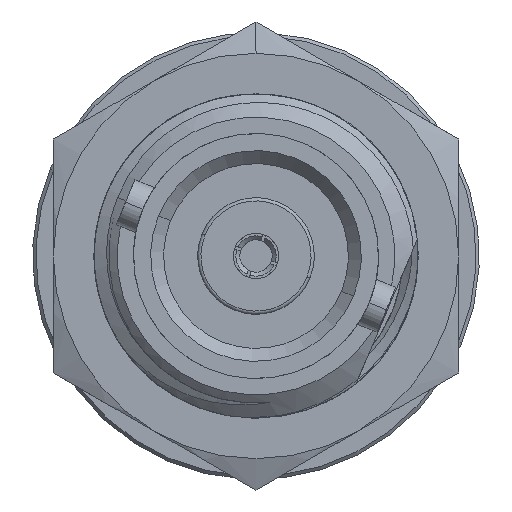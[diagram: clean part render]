
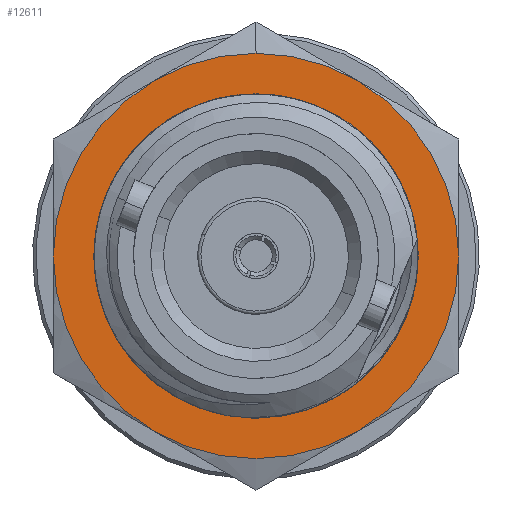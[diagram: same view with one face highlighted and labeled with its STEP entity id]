
A CAD part, left-side view. The second image highlights one B-rep face of the part: STEP entity #12611.
In plain terms, the highlighted planar face has unit normal (-1, 0, 0).
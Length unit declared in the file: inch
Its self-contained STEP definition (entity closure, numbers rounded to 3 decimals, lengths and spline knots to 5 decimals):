
#99 = DIRECTION ( 'NONE',  ( -1., 0., 0. ) ) ;
#222 = CARTESIAN_POINT ( 'NONE',  ( 0.48452, 0.15625, 0.27063 ) ) ;
#264 = AXIS2_PLACEMENT_3D ( 'NONE', #6414, #18863, #20384 ) ;
#442 = DIRECTION ( 'NONE',  ( -1., 0., 0. ) ) ;
#896 = CARTESIAN_POINT ( 'NONE',  ( 0.48452, 0.3125, 0. ) ) ;
#1010 = FACE_OUTER_BOUND ( 'NONE', #2829, .T. ) ;
#1146 = DIRECTION ( 'NONE',  ( 0., 0., 1. ) ) ;
#1358 = CIRCLE ( 'NONE', #21282, 0.3125 ) ;
#1456 = AXIS2_PLACEMENT_3D ( 'NONE', #8874, #18792, #19564 ) ;
#1618 = VERTEX_POINT ( 'NONE', #17689 ) ;
#2396 = CARTESIAN_POINT ( 'NONE',  ( 0.48452, -0.15625, 0.27063 ) ) ;
#2829 = EDGE_LOOP ( 'NONE', ( #15683, #6141, #20245, #4381, #15280, #3456, #21342 ) ) ;
#2957 = CIRCLE ( 'NONE', #1456, 0.3125 ) ;
#3394 = DIRECTION ( 'NONE',  ( -1., 0., 0. ) ) ;
#3456 = ORIENTED_EDGE ( 'NONE', *, *, #22267, .T. ) ;
#3671 = AXIS2_PLACEMENT_3D ( 'NONE', #19299, #15897, #21077 ) ;
#3834 = ORIENTED_EDGE ( 'NONE', *, *, #3912, .F. ) ;
#3912 = EDGE_CURVE ( 'NONE', #10148, #15342, #9659, .T. ) ;
#4005 = VERTEX_POINT ( 'NONE', #896 ) ;
#4087 = CIRCLE ( 'NONE', #3671, 0.25015 ) ;
#4381 = ORIENTED_EDGE ( 'NONE', *, *, #17694, .T. ) ;
#4446 = CARTESIAN_POINT ( 'NONE',  ( 0.48452, 0., 0. ) ) ;
#4952 = CIRCLE ( 'NONE', #6450, 0.3125 ) ;
#5301 = DIRECTION ( 'NONE',  ( -1., 0., 0. ) ) ;
#5377 = CARTESIAN_POINT ( 'NONE',  ( 0.48452, 0., 0. ) ) ;
#5625 = DIRECTION ( 'NONE',  ( -1., 0., 0. ) ) ;
#6066 = EDGE_CURVE ( 'NONE', #1618, #15952, #4952, .T. ) ;
#6126 = DIRECTION ( 'NONE',  ( -1., 0., 0. ) ) ;
#6141 = ORIENTED_EDGE ( 'NONE', *, *, #6066, .T. ) ;
#6414 = CARTESIAN_POINT ( 'NONE',  ( 0.48452, 0., 0. ) ) ;
#6450 = AXIS2_PLACEMENT_3D ( 'NONE', #7035, #3394, #8443 ) ;
#6575 = CARTESIAN_POINT ( 'NONE',  ( 0.48452, -0.3125, 0. ) ) ;
#7035 = CARTESIAN_POINT ( 'NONE',  ( 0.48452, 0., 0. ) ) ;
#7037 = DIRECTION ( 'NONE',  ( 0., 0., 1. ) ) ;
#8443 = DIRECTION ( 'NONE',  ( 0., 0., 1. ) ) ;
#8874 = CARTESIAN_POINT ( 'NONE',  ( 0.48452, 0., 0. ) ) ;
#9613 = CIRCLE ( 'NONE', #14490, 0.3125 ) ;
#9641 = CARTESIAN_POINT ( 'NONE',  ( 0.48452, 0., 0. ) ) ;
#9659 = CIRCLE ( 'NONE', #19784, 0.25015 ) ;
#10148 = VERTEX_POINT ( 'NONE', #21856 ) ;
#11278 = EDGE_CURVE ( 'NONE', #14573, #19604, #1358, .T. ) ;
#11282 = EDGE_LOOP ( 'NONE', ( #11817, #3834 ) ) ;
#11817 = ORIENTED_EDGE ( 'NONE', *, *, #16851, .F. ) ;
#12502 = DIRECTION ( 'NONE',  ( 0., 0., 1. ) ) ;
#12521 = DIRECTION ( 'NONE',  ( -1., 0., 0. ) ) ;
#12611 = ADVANCED_FACE ( 'NONE', ( #18509, #1010 ), #14852, .T. ) ;
#12792 = CARTESIAN_POINT ( 'NONE',  ( 0.48452, 0., 0. ) ) ;
#13814 = AXIS2_PLACEMENT_3D ( 'NONE', #21719, #5625, #12502 ) ;
#14072 = CARTESIAN_POINT ( 'NONE',  ( 0.48452, 0., 0. ) ) ;
#14327 = DIRECTION ( 'NONE',  ( 0., 0., 1. ) ) ;
#14490 = AXIS2_PLACEMENT_3D ( 'NONE', #4446, #442, #1146 ) ;
#14558 = CIRCLE ( 'NONE', #13814, 0.3125 ) ;
#14573 = VERTEX_POINT ( 'NONE', #21307 ) ;
#14852 = PLANE ( 'NONE',  #264 ) ;
#15280 = ORIENTED_EDGE ( 'NONE', *, *, #11278, .T. ) ;
#15342 = VERTEX_POINT ( 'NONE', #17591 ) ;
#15678 = AXIS2_PLACEMENT_3D ( 'NONE', #12792, #5301, #14327 ) ;
#15683 = ORIENTED_EDGE ( 'NONE', *, *, #18984, .T. ) ;
#15897 = DIRECTION ( 'NONE',  ( -1., 0., 0. ) ) ;
#15952 = VERTEX_POINT ( 'NONE', #222 ) ;
#15970 = AXIS2_PLACEMENT_3D ( 'NONE', #14072, #99, #7037 ) ;
#16455 = DIRECTION ( 'NONE',  ( 0., 0., 1. ) ) ;
#16851 = EDGE_CURVE ( 'NONE', #15342, #10148, #4087, .T. ) ;
#17109 = CIRCLE ( 'NONE', #15970, 0.3125 ) ;
#17591 = CARTESIAN_POINT ( 'NONE',  ( 0.48452, 0., -0.25015 ) ) ;
#17689 = CARTESIAN_POINT ( 'NONE',  ( 0.48452, 0., 0.3125 ) ) ;
#17694 = EDGE_CURVE ( 'NONE', #4005, #14573, #20212, .T. ) ;
#18509 = FACE_BOUND ( 'NONE', #11282, .T. ) ;
#18661 = VERTEX_POINT ( 'NONE', #6575 ) ;
#18792 = DIRECTION ( 'NONE',  ( -1., 0., 0. ) ) ;
#18863 = DIRECTION ( 'NONE',  ( -1., 0., 0. ) ) ;
#18984 = EDGE_CURVE ( 'NONE', #19479, #1618, #14558, .T. ) ;
#19299 = CARTESIAN_POINT ( 'NONE',  ( 0.48452, 0., 0. ) ) ;
#19479 = VERTEX_POINT ( 'NONE', #2396 ) ;
#19564 = DIRECTION ( 'NONE',  ( 0., 0., 1. ) ) ;
#19604 = VERTEX_POINT ( 'NONE', #22606 ) ;
#19784 = AXIS2_PLACEMENT_3D ( 'NONE', #5377, #12521, #19920 ) ;
#19920 = DIRECTION ( 'NONE',  ( 0., 0., 1. ) ) ;
#20212 = CIRCLE ( 'NONE', #15678, 0.3125 ) ;
#20245 = ORIENTED_EDGE ( 'NONE', *, *, #20429, .T. ) ;
#20384 = DIRECTION ( 'NONE',  ( 0., 0., 1. ) ) ;
#20429 = EDGE_CURVE ( 'NONE', #15952, #4005, #2957, .T. ) ;
#21077 = DIRECTION ( 'NONE',  ( 0., 0., 1. ) ) ;
#21282 = AXIS2_PLACEMENT_3D ( 'NONE', #9641, #6126, #16455 ) ;
#21307 = CARTESIAN_POINT ( 'NONE',  ( 0.48452, 0.15625, -0.27063 ) ) ;
#21342 = ORIENTED_EDGE ( 'NONE', *, *, #21730, .T. ) ;
#21719 = CARTESIAN_POINT ( 'NONE',  ( 0.48452, 0., 0. ) ) ;
#21730 = EDGE_CURVE ( 'NONE', #18661, #19479, #17109, .T. ) ;
#21856 = CARTESIAN_POINT ( 'NONE',  ( 0.48452, 0., 0.25015 ) ) ;
#22267 = EDGE_CURVE ( 'NONE', #19604, #18661, #9613, .T. ) ;
#22606 = CARTESIAN_POINT ( 'NONE',  ( 0.48452, -0.15625, -0.27063 ) ) ;
